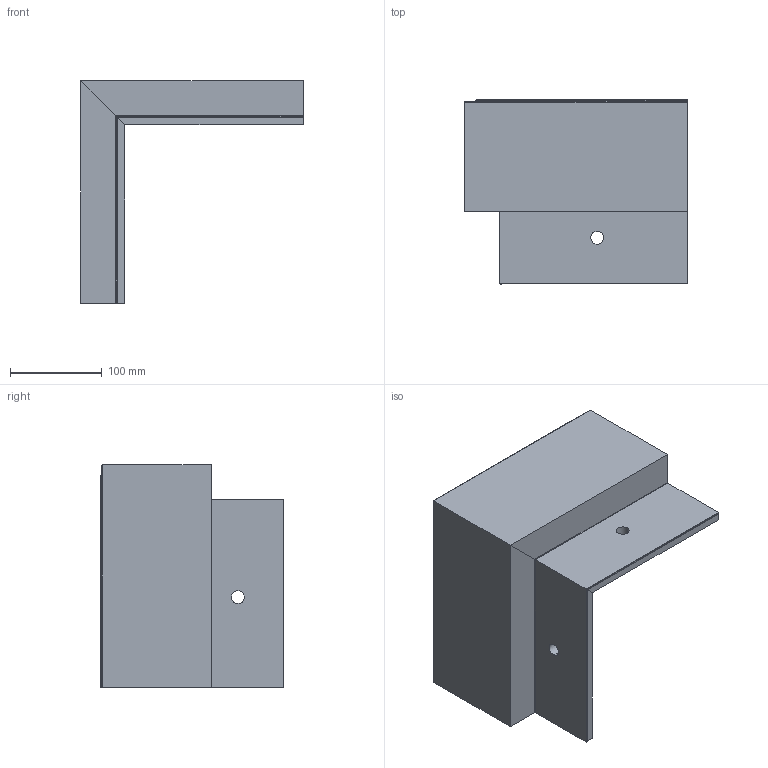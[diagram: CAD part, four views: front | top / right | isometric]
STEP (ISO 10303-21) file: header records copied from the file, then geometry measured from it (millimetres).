
FILE_DESCRIPTION (( 'STEP AP214' ), '1' );
FILE_NAME ('AL_0011-N-E-90-OUT.STEP', '2025-09-26T09:29:59', ( '' ), ( '' ), 'SwSTEP 2.0', 'SolidWorks 2019', '' );
FILE_SCHEMA (( 'AUTOMOTIVE_DESIGN' ));
Length unit declared in the file: millimetre
Products named in the file (1): AL_0011-N-E-90-OUT
Bounding box: 242 x 200.03 x 242 mm (x, y, z)
Volume: 1431420.9 mm3; surface area: 314102.4 mm2
Topology: 1 solids, 1 shells, 84 faces, 207 edges, 125 vertices
Faces by surface type: plane 50, cylinder 34
Entity records: 2459 total; most frequent: CARTESIAN_POINT 462, ORIENTED_EDGE 414, DIRECTION 400, EDGE_CURVE 207, LINE 154, VECTOR 154, VERTEX_POINT 125, AXIS2_PLACEMENT_3D 123
